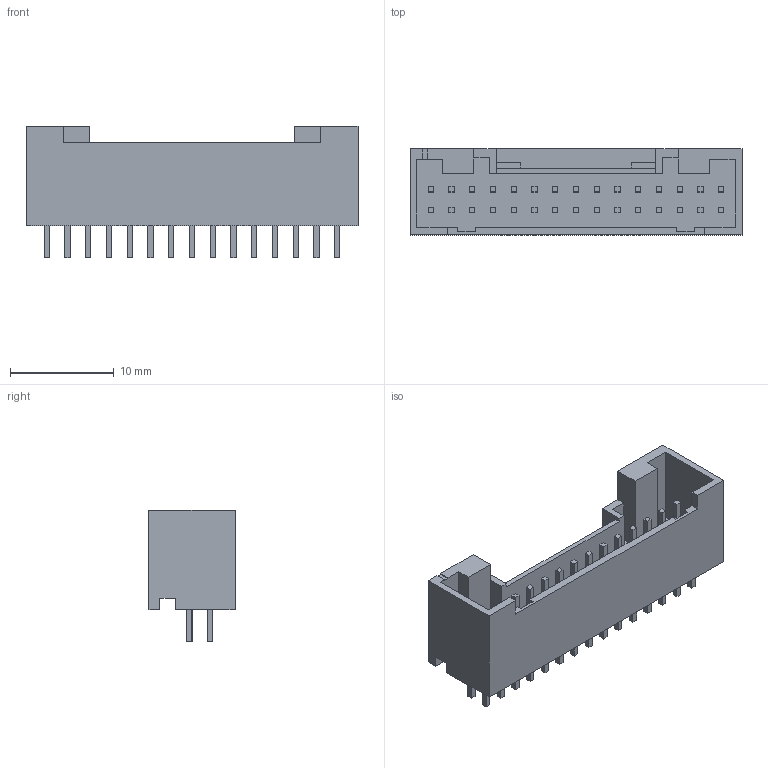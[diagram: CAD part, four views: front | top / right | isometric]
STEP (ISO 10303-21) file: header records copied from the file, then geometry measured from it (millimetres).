
FILE_DESCRIPTION(('FreeCAD Model'),'2;1');
FILE_NAME('tmp_JST_PUD_B30B-PUDSS_2x15x2.00mm_Straight.STEP','2016-03-19T21:17:36', ('Author'),(''),'Open CASCADE STEP processor 6.8','FreeCAD','Unknown' );
FILE_SCHEMA(('AUTOMOTIVE_DESIGN_CC2 { 1 2 10303 214 -1 1 5 4 }'));
Length unit declared in the file: millimetre
Products named in the file (1): B30B-PUDSS
Bounding box: 32 x 8.3 x 12.7 mm (x, y, z)
Volume: 925.5 mm3; surface area: 2242.9 mm2
Topology: 1 solids, 1 shells, 358 faces, 888 edges, 592 vertices
Faces by surface type: plane 358
Entity records: 24455 total; most frequent: CARTESIAN_POINT 3615, DIRECTION 3382, LINE 2664, VECTOR 2664, ORIENTED_EDGE 1776, PCURVE 1776, DEFINITIONAL_REPRESENTATION 1776, EDGE_CURVE 888
